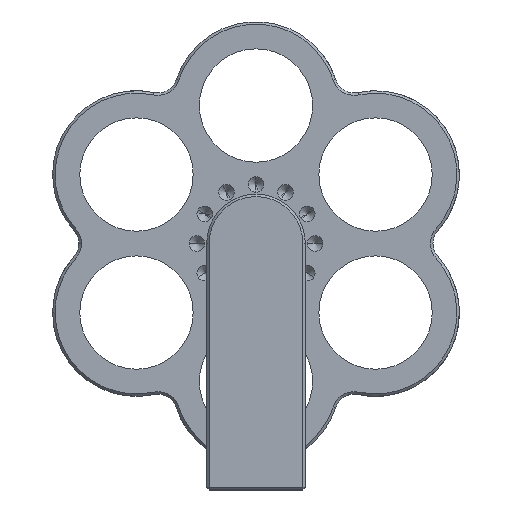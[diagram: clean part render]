
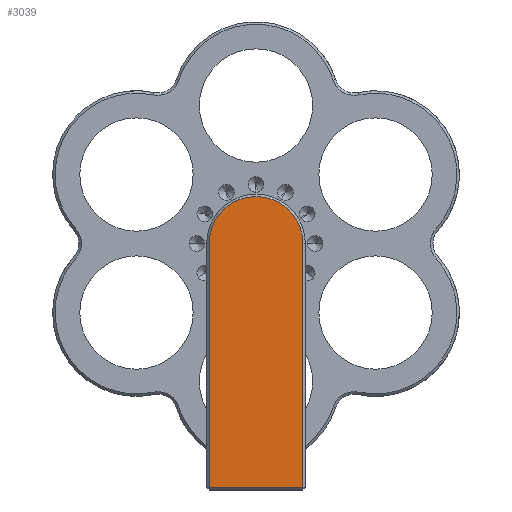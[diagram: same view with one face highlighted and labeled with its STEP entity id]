
A CAD part, top view. The second image highlights one B-rep face of the part: STEP entity #3039.
In plain terms, the highlighted planar face has unit normal (0, 0, 1).
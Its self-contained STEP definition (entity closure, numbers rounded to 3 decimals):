
#26 = EDGE_CURVE ( 'NONE', #15917, #5935, #3964, .T. ) ;
#200 = CARTESIAN_POINT ( 'NONE',  ( -9.5, 0., 25. ) ) ;
#263 = FACE_OUTER_BOUND ( 'NONE', #5297, .T. ) ;
#295 = VECTOR ( 'NONE', #5245, 1000. ) ;
#495 = CARTESIAN_POINT ( 'NONE',  ( 9.5, 0., 25. ) ) ;
#1094 = VECTOR ( 'NONE', #6484, 1000. ) ;
#1882 = DIRECTION ( 'NONE',  ( 0., 1., 0. ) ) ;
#2008 = CIRCLE ( 'NONE', #11199, 9.5 ) ;
#2088 = CARTESIAN_POINT ( 'NONE',  ( 9.5, 0., 25. ) ) ;
#3039 = ADVANCED_FACE ( 'NONE', ( #263 ), #12319, .T. ) ;
#3181 = CARTESIAN_POINT ( 'NONE',  ( 0., 0., 25. ) ) ;
#3964 = LINE ( 'NONE', #13209, #295 ) ;
#4223 = CARTESIAN_POINT ( 'NONE',  ( -9.5, -49.5, 25. ) ) ;
#4575 = DIRECTION ( 'NONE',  ( 1., 0., 0. ) ) ;
#5245 = DIRECTION ( 'NONE',  ( 1., 0., 0. ) ) ;
#5297 = EDGE_LOOP ( 'NONE', ( #7160, #15771, #14715, #9803 ) ) ;
#5393 = DIRECTION ( 'NONE',  ( 0., 0., 1. ) ) ;
#5935 = VERTEX_POINT ( 'NONE', #16158 ) ;
#6484 = DIRECTION ( 'NONE',  ( 0., -1., 0. ) ) ;
#7160 = ORIENTED_EDGE ( 'NONE', *, *, #8845, .T. ) ;
#7546 = EDGE_CURVE ( 'NONE', #16878, #17042, #2008, .T. ) ;
#8845 = EDGE_CURVE ( 'NONE', #5935, #16878, #13502, .T. ) ;
#9803 = ORIENTED_EDGE ( 'NONE', *, *, #26, .T. ) ;
#11199 = AXIS2_PLACEMENT_3D ( 'NONE', #3181, #12901, #4575 ) ;
#11203 = AXIS2_PLACEMENT_3D ( 'NONE', #15045, #5393, #15099 ) ;
#12319 = PLANE ( 'NONE',  #11203 ) ;
#12806 = EDGE_CURVE ( 'NONE', #17042, #15917, #15395, .T. ) ;
#12901 = DIRECTION ( 'NONE',  ( 0., 0., 1. ) ) ;
#13209 = CARTESIAN_POINT ( 'NONE',  ( 10., -49.5, 25. ) ) ;
#13502 = LINE ( 'NONE', #495, #17162 ) ;
#14715 = ORIENTED_EDGE ( 'NONE', *, *, #12806, .T. ) ;
#15045 = CARTESIAN_POINT ( 'NONE',  ( 0., 0., 25. ) ) ;
#15099 = DIRECTION ( 'NONE',  ( 1., 0., 0. ) ) ;
#15395 = LINE ( 'NONE', #16194, #1094 ) ;
#15771 = ORIENTED_EDGE ( 'NONE', *, *, #7546, .T. ) ;
#15917 = VERTEX_POINT ( 'NONE', #4223 ) ;
#16158 = CARTESIAN_POINT ( 'NONE',  ( 9.5, -49.5, 25. ) ) ;
#16194 = CARTESIAN_POINT ( 'NONE',  ( -9.5, -50., 25. ) ) ;
#16878 = VERTEX_POINT ( 'NONE', #2088 ) ;
#17042 = VERTEX_POINT ( 'NONE', #200 ) ;
#17162 = VECTOR ( 'NONE', #1882, 1000. ) ;
